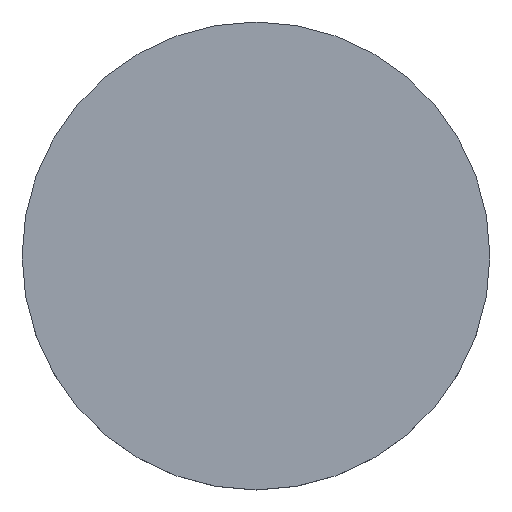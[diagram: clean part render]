
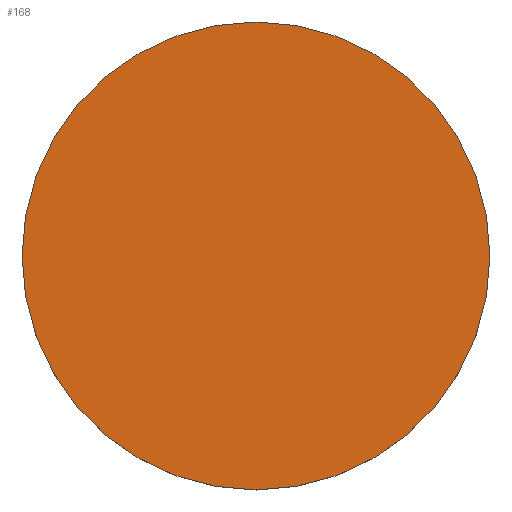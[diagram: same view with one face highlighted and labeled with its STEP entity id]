
A CAD part, top view. The second image highlights one B-rep face of the part: STEP entity #168.
In plain terms, the highlighted planar face has unit normal (0, 0, 1).
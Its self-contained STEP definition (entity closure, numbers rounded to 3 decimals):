
#6 = DIRECTION ( 'NONE',  ( 0., 0., 1. ) ) ;
#22 = EDGE_LOOP ( 'NONE', ( #74, #24 ) ) ;
#24 = ORIENTED_EDGE ( 'NONE', *, *, #131, .F. ) ;
#31 = VERTEX_POINT ( 'NONE', #58 ) ;
#38 = EDGE_CURVE ( 'NONE', #31, #85, #138, .T. ) ;
#44 = DIRECTION ( 'NONE',  ( 1., 0., 0. ) ) ;
#46 = CIRCLE ( 'NONE', #157, 12.7 ) ;
#51 = AXIS2_PLACEMENT_3D ( 'NONE', #171, #6, #44 ) ;
#58 = CARTESIAN_POINT ( 'NONE',  ( 12.7, 0., 3.1 ) ) ;
#66 = CARTESIAN_POINT ( 'NONE',  ( 0., 0., 3.1 ) ) ;
#74 = ORIENTED_EDGE ( 'NONE', *, *, #38, .F. ) ;
#85 = VERTEX_POINT ( 'NONE', #169 ) ;
#93 = FACE_OUTER_BOUND ( 'NONE', #22, .T. ) ;
#123 = DIRECTION ( 'NONE',  ( 0., 0., -1. ) ) ;
#131 = EDGE_CURVE ( 'NONE', #85, #31, #46, .T. ) ;
#138 = CIRCLE ( 'NONE', #175, 12.7 ) ;
#157 = AXIS2_PLACEMENT_3D ( 'NONE', #222, #185, #202 ) ;
#168 = ADVANCED_FACE ( 'NONE', ( #93 ), #225, .T. ) ;
#169 = CARTESIAN_POINT ( 'NONE',  ( -12.7, 0., 3.1 ) ) ;
#171 = CARTESIAN_POINT ( 'NONE',  ( 0., 26.112, 3.1 ) ) ;
#175 = AXIS2_PLACEMENT_3D ( 'NONE', #66, #123, #203 ) ;
#185 = DIRECTION ( 'NONE',  ( 0., 0., -1. ) ) ;
#202 = DIRECTION ( 'NONE',  ( 1., 0., 0. ) ) ;
#203 = DIRECTION ( 'NONE',  ( 1., 0., 0. ) ) ;
#222 = CARTESIAN_POINT ( 'NONE',  ( 0., 0., 3.1 ) ) ;
#225 = PLANE ( 'NONE',  #51 ) ;
